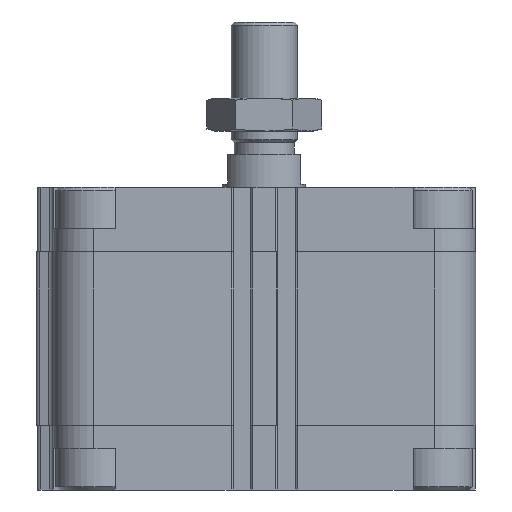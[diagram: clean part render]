
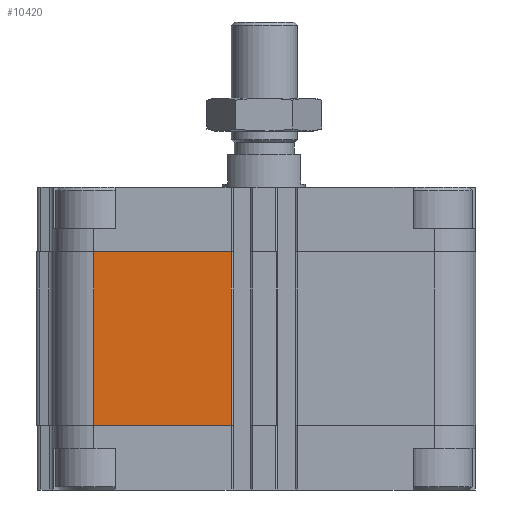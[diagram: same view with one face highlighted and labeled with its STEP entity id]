
A CAD part, left-side view. The second image highlights one B-rep face of the part: STEP entity #10420.
In plain terms, the highlighted face is planar.
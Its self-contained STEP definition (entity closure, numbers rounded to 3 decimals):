
#1940=ORIENTED_EDGE('',*,*,#4708,.F.);
#1941=ORIENTED_EDGE('',*,*,#4707,.F.);
#1942=ORIENTED_EDGE('',*,*,#4709,.T.);
#1943=ORIENTED_EDGE('',*,*,#4710,.T.);
#4707=EDGE_CURVE('',#6094,#6093,#7009,.T.);
#4708=EDGE_CURVE('',#6093,#6095,#7010,.T.);
#4709=EDGE_CURVE('',#6094,#6096,#7011,.T.);
#4710=EDGE_CURVE('',#6096,#6095,#7012,.T.);
#6093=VERTEX_POINT('',#16711);
#6094=VERTEX_POINT('',#16713);
#6095=VERTEX_POINT('',#16717);
#6096=VERTEX_POINT('',#16719);
#7009=LINE('',#16714,#7967);
#7010=LINE('',#16716,#7968);
#7011=LINE('',#16718,#7969);
#7012=LINE('',#16720,#7970);
#7967=VECTOR('',#13116,1000.);
#7968=VECTOR('',#13119,1000.);
#7969=VECTOR('',#13120,1000.);
#7970=VECTOR('',#13121,1000.);
#8579=EDGE_LOOP('',(#1940,#1941,#1942,#1943));
#9305=FACE_BOUND('',#8579,.T.);
#9957=PLANE('',#11260);
#10420=ADVANCED_FACE('',(#9305),#9957,.T.);
#11260=AXIS2_PLACEMENT_3D('',#16715,#13117,#13118);
#13116=DIRECTION('',(0.,0.,1.));
#13117=DIRECTION('',(1.,0.,0.));
#13118=DIRECTION('',(0.,0.,-1.));
#13119=DIRECTION('',(0.,1.,0.));
#13120=DIRECTION('',(0.,1.,0.));
#13121=DIRECTION('',(0.,0.,1.));
#16711=CARTESIAN_POINT('',(64.,-51.5,-19.5));
#16713=CARTESIAN_POINT('',(64.,-51.5,-72.));
#16714=CARTESIAN_POINT('',(64.,-51.5,-72.));
#16715=CARTESIAN_POINT('',(64.,-51.5,-72.));
#16716=CARTESIAN_POINT('',(64.,-51.5,-19.5));
#16717=CARTESIAN_POINT('',(64.,-9.95,-19.5));
#16718=CARTESIAN_POINT('',(64.,-51.5,-72.));
#16719=CARTESIAN_POINT('',(64.,-9.95,-72.));
#16720=CARTESIAN_POINT('',(64.,-9.95,-72.));
